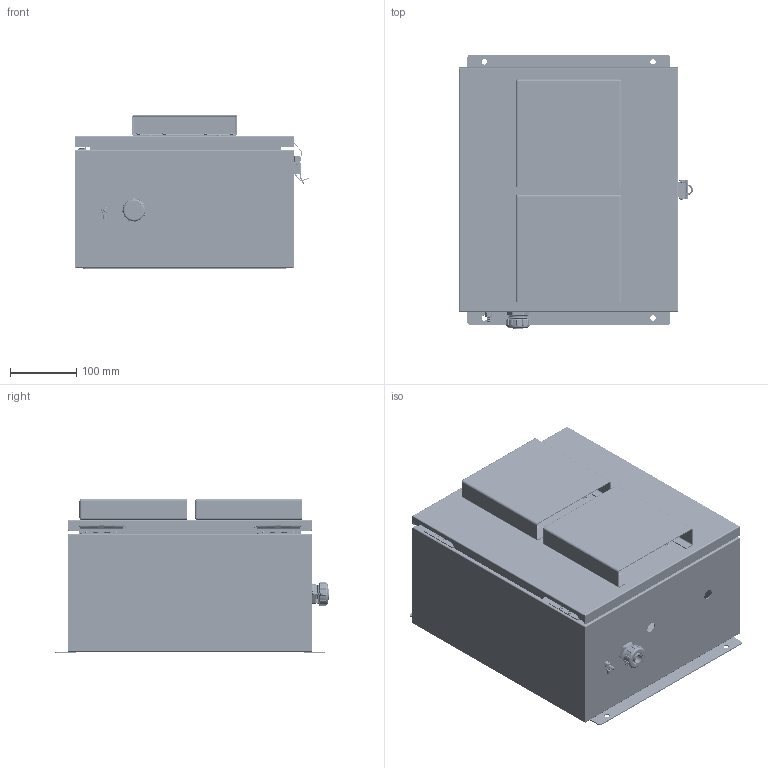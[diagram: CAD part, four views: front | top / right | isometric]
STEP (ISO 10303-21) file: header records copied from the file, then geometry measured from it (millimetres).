
FILE_DESCRIPTION (( 'STEP AP214' ), '1' );
FILE_NAME ('NBSS141207-E0F.step', '2020-03-18T19:13:09', ( '' ), ( '' ), 'SwSTEP 2.0', 'SolidWorks 2018', '' );
FILE_SCHEMA (( 'AUTOMOTIVE_DESIGN' ));
Length unit declared in the file: inch
Products named in the file (47): 1BE04-068; XMH-0007; NBSS141207-E0F; NBSS_integra_lid hinge; XFS-0020_91735A827; 1AM07-189; XFN-0013; NBSS141207_box; NBSS_integra_box brkt; NBSS_integra_box hinge; XCT-0005; MJSCVR; NBSS141207; XFS-0017; 1AJ09-063; XFN-0003; XMH-0041; 10-32 stud^NBSS141207_box assy; NBSS_integra_csink wshr; XCTB-0002; XFW-0002; XNBSS141207-02; XFS-0031; NBSS141207_lid; NBSS141207_box assy; NBSS_integra_latch; NBSS_integra_L-com mtg flange; 91115A288_18-8 SS FF THD HEX STDF_91115A288; XF797-02; NBSS_integra_hinge pin; RIVET_LONG_12DIA_1; XFS-0032_91735A151; 9912562-82-10_1; NBSS_integra_fhscr_91771A830_10-32 x .62lg; 97526A125_.1348 matl thk; NBSS_integra_gnd stud; XMH-0003; XFS-0059; XC-0003_.06 panel; NBSS141207_lid assy ...
Assembly tree (102 placements, depth 6):
  NBSS141207-E0F
    XNBSS141207-02
      NBSS141207
        NBSS141207_box assy
          NBSS141207_box
          NBSS_integra_box hinge  x2
          NBSS_integra_fhscr_91771A830_10-32 x .62lg  x4
          NBSS_integra_box brkt  x2
          NBSS_integra_csink wshr  x4
          NBSS_integra_hinge pin  x2
          NBSS_integra_latch
            9912562-82-10_1
            RIVET_LONG_12DIA_1
            RIVET_SHORT_12DIA_1  x2
          NBSS_integra_gnd stud
          10-32 stud^NBSS141207_box assy
          91115A288_18-8 SS FF THD HEX STDF_91115A288  x4
          NBSS_integra_L-com mtg flange  x2
        NBSS141207_lid assy
          NBSS141207_lid
          NBSS_integra_lid hinge  x2
          NBSS_integra_gnd stud
    XC-0003_.06 panel
    XFS-0026
    1AJ09-063  x2
    XCT-0005  x2
    XFN-0003  x2
    XFW-0002  x5
    XF1056-01
    XFS-0020_91735A827  x4
    XMH-0007  x4
    XFS-0032_91735A151  x2
    XCTB-0002
    XFN-0013  x2
    XF797-02
    XFS-0017  x4
    1AM07-189
    MJSCVR  x2
    XMH-0041
    XFS-0059  x2
    XMH-0005
    XFS-0031  x2
    XMH-0001  x2
    1AJ09-156_.099 grip  x4
    1BE04-068  x2
    97526A125_.1348 matl thk  x12
    XMH-0003
    1AJ09-156_.25 grip  x4
Bounding box: 352.42 x 412.75 x 232.44 mm (x, y, z)
Volume: 1539953.7 mm3; surface area: 1720822.9 mm2
Topology: 105 solids, 111 shells, 6550 faces, 16631 edges, 10384 vertices
Faces by surface type: cylinder 2320, plane 2074, cone 1461, torus 461, bspline 162, sphere 72
Entity records: 156066 total; most frequent: CARTESIAN_POINT 42266, ORIENTED_EDGE 19748, DIRECTION 19548, EDGE_CURVE 9878, AXIS2_PLACEMENT_3D 7246, VERTEX_POINT 6219, LINE 5056, VECTOR 5056
